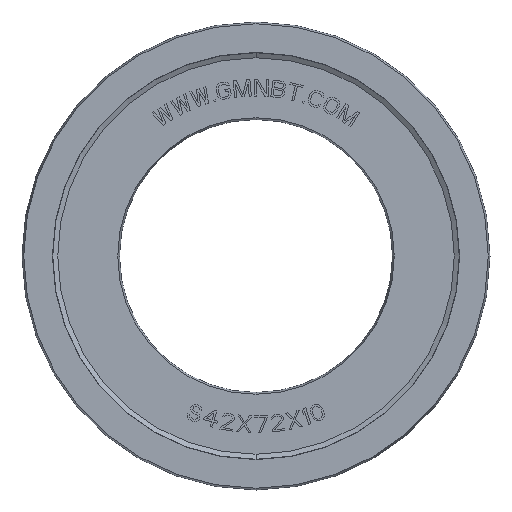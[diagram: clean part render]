
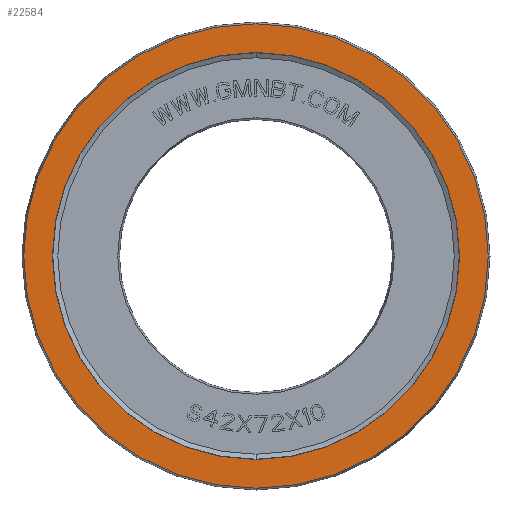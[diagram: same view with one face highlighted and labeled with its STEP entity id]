
A CAD part, front view. The second image highlights one B-rep face of the part: STEP entity #22584.
In plain terms, the highlighted planar face has unit normal (0, -1, 0).
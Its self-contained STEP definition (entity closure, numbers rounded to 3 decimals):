
#21857=CARTESIAN_POINT('',(0.,-5.,0.));
#21858=DIRECTION('',(0.,1.,0.));
#21859=DIRECTION('',(0.,0.,-1.));
#21860=AXIS2_PLACEMENT_3D('',#21857,#21858,#21859);
#21865=CARTESIAN_POINT('',(0.,-5.,0.));
#21866=DIRECTION('',(0.,-1.,0.));
#21867=DIRECTION('',(0.,0.,-1.));
#21868=AXIS2_PLACEMENT_3D('',#21865,#21866,#21867);
#21880=CARTESIAN_POINT('',(0.,-5.,0.));
#21881=DIRECTION('',(0.,-1.,0.));
#21882=DIRECTION('',(0.,0.,-1.));
#21883=AXIS2_PLACEMENT_3D('',#21880,#21881,#21882);
#21895=CARTESIAN_POINT('',(0.,-5.,0.));
#21896=DIRECTION('',(0.,1.,0.));
#21897=DIRECTION('',(0.,0.,-1.));
#21898=AXIS2_PLACEMENT_3D('',#21895,#21896,#21897);
#22261=CARTESIAN_POINT('',(0.,-5.,-31.316));
#22262=VERTEX_POINT('',#22261);
#22263=CARTESIAN_POINT('',(0.,-5.,-35.732));
#22265=VERTEX_POINT('',#22263);
#22305=CARTESIAN_POINT('',(0.,-5.,31.316));
#22306=VERTEX_POINT('',#22305);
#22307=CARTESIAN_POINT('',(0.,-5.,35.732));
#22309=VERTEX_POINT('',#22307);
#22569=CARTESIAN_POINT('',(0.,-5.,0.));
#22570=DIRECTION('',(0.,1.,0.));
#22571=DIRECTION('',(0.,0.,-1.));
#22572=AXIS2_PLACEMENT_3D('',#22569,#22570,#22571);
#22573=PLANE('',#22572);
#22575=ORIENTED_EDGE('',*,*,#22574,.F.);
#22577=ORIENTED_EDGE('',*,*,#22576,.T.);
#22578=EDGE_LOOP('',(#22575,#22577));
#22579=FACE_OUTER_BOUND('',#22578,.F.);
#22580=ORIENTED_EDGE('',*,*,#22562,.F.);
#22581=ORIENTED_EDGE('',*,*,#22551,.T.);
#22582=EDGE_LOOP('',(#22580,#22581));
#22583=FACE_BOUND('',#22582,.F.);
#21861=CIRCLE('',#21860,31.316);
#21869=CIRCLE('',#21868,31.316);
#21884=CIRCLE('',#21883,35.732);
#21899=CIRCLE('',#21898,35.732);
#22551=EDGE_CURVE('',#22262,#22306,#21869,.T.);
#22562=EDGE_CURVE('',#22262,#22306,#21861,.T.);
#22574=EDGE_CURVE('',#22265,#22309,#21884,.T.);
#22576=EDGE_CURVE('',#22265,#22309,#21899,.T.);
#22584=ADVANCED_FACE('',(#22579,#22583),#22573,.F.);
